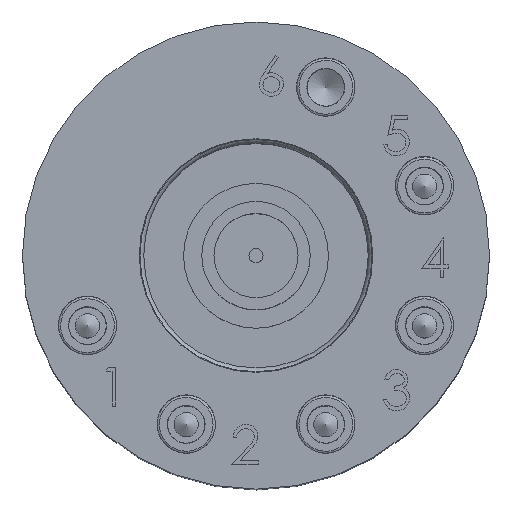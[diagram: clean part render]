
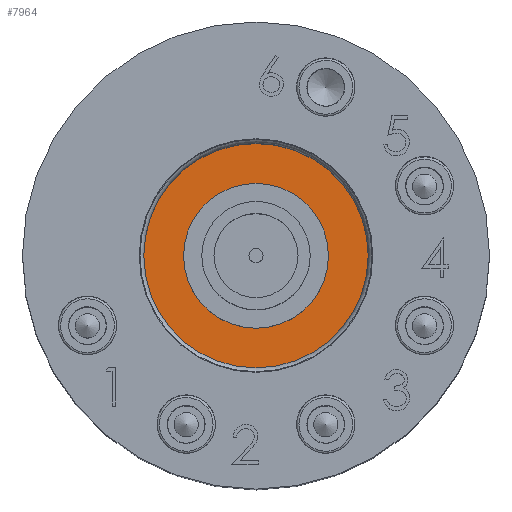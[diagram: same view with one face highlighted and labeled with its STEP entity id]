
A CAD part, top view. The second image highlights one B-rep face of the part: STEP entity #7964.
In plain terms, the highlighted planar face has unit normal (0, 0, 1).
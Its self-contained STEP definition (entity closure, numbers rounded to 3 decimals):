
#241=FACE_BOUND('',#1308,.T.);
#497=PLANE('',#8722);
#864=FACE_OUTER_BOUND('',#1307,.T.);
#1307=EDGE_LOOP('',(#6200,#6201));
#1308=EDGE_LOOP('',(#6202));
#2685=CIRCLE('',#8723,6.274);
#2686=CIRCLE('',#8724,6.274);
#2687=CIRCLE('',#8725,3.937);
#3468=VERTEX_POINT('',#15439);
#3469=VERTEX_POINT('',#15440);
#3470=VERTEX_POINT('',#15443);
#4486=EDGE_CURVE('',#3468,#3469,#2685,.T.);
#4487=EDGE_CURVE('',#3469,#3468,#2686,.T.);
#4488=EDGE_CURVE('',#3470,#3470,#2687,.T.);
#6200=ORIENTED_EDGE('',*,*,#4486,.T.);
#6201=ORIENTED_EDGE('',*,*,#4487,.T.);
#6202=ORIENTED_EDGE('',*,*,#4488,.T.);
#7964=ADVANCED_FACE('',(#864,#241),#497,.T.);
#8722=AXIS2_PLACEMENT_3D('',#15438,#10577,#10578);
#8723=AXIS2_PLACEMENT_3D('',#15441,#10579,#10580);
#8724=AXIS2_PLACEMENT_3D('',#15442,#10581,#10582);
#8725=AXIS2_PLACEMENT_3D('',#15444,#10583,#10584);
#10577=DIRECTION('center_axis',(0.,0.,1.));
#10578=DIRECTION('ref_axis',(1.,0.,0.));
#10579=DIRECTION('center_axis',(0.,0.,1.));
#10580=DIRECTION('ref_axis',(1.,0.,0.));
#10581=DIRECTION('center_axis',(0.,0.,1.));
#10582=DIRECTION('ref_axis',(1.,0.,0.));
#10583=DIRECTION('center_axis',(0.,0.,-1.));
#10584=DIRECTION('ref_axis',(-1.,0.,0.));
#15438=CARTESIAN_POINT('Origin',(0.,3.937,14.834));
#15439=CARTESIAN_POINT('',(6.274,0.,14.834));
#15440=CARTESIAN_POINT('',(-6.274,0.,14.834));
#15441=CARTESIAN_POINT('Origin',(0.,0.,14.834));
#15442=CARTESIAN_POINT('Origin',(0.,0.,14.834));
#15443=CARTESIAN_POINT('',(-3.937,0.,14.834));
#15444=CARTESIAN_POINT('Origin',(0.,0.,14.834));
